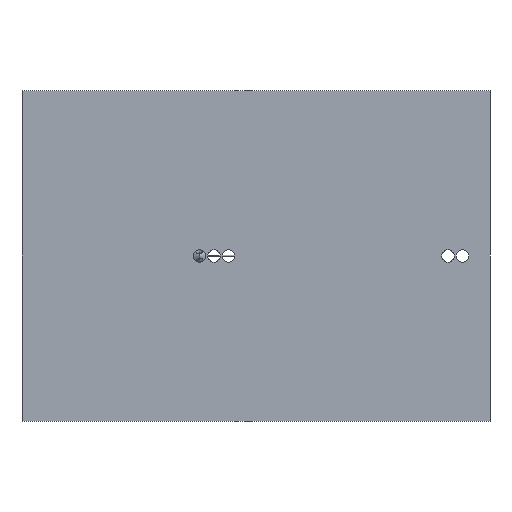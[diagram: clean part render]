
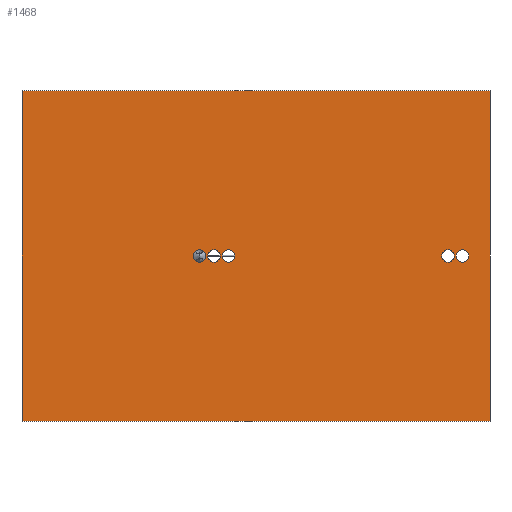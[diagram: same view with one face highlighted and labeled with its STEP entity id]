
A CAD part, front view. The second image highlights one B-rep face of the part: STEP entity #1468.
In plain terms, the highlighted planar face has unit normal (0, -1, 0).
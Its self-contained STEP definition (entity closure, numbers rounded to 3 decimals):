
#24 = CIRCLE ( 'NONE', #915, 2.25 ) ;
#65 = CARTESIAN_POINT ( 'NONE',  ( 75., -6.6, 2.25 ) ) ;
#83 = DIRECTION ( 'NONE',  ( 0., 0., 1. ) ) ;
#182 = CARTESIAN_POINT ( 'NONE',  ( 85., -6.6, -60. ) ) ;
#247 = CARTESIAN_POINT ( 'NONE',  ( 0., -6.6, 0. ) ) ;
#386 = DIRECTION ( 'NONE',  ( 0., 1., 0. ) ) ;
#405 = CARTESIAN_POINT ( 'NONE',  ( -20.5, -6.6, 0. ) ) ;
#426 = EDGE_CURVE ( 'NONE', #1250, #2258, #1089, .T. ) ;
#491 = ORIENTED_EDGE ( 'NONE', *, *, #2695, .T. ) ;
#513 = ORIENTED_EDGE ( 'NONE', *, *, #607, .T. ) ;
#522 = CARTESIAN_POINT ( 'NONE',  ( -10., -6.6, -2.25 ) ) ;
#526 = CARTESIAN_POINT ( 'NONE',  ( -10., -6.6, 0. ) ) ;
#527 = EDGE_LOOP ( 'NONE', ( #1981, #1810 ) ) ;
#544 = DIRECTION ( 'NONE',  ( 1., 0., 0. ) ) ;
#548 = CARTESIAN_POINT ( 'NONE',  ( 69.75, -6.6, 2.25 ) ) ;
#551 = ORIENTED_EDGE ( 'NONE', *, *, #3636, .T. ) ;
#568 = CIRCLE ( 'NONE', #918, 2.25 ) ;
#606 = FACE_OUTER_BOUND ( 'NONE', #1482, .T. ) ;
#607 = EDGE_CURVE ( 'NONE', #4394, #3894, #4717, .T. ) ;
#635 = FACE_BOUND ( 'NONE', #3106, .T. ) ;
#655 = AXIS2_PLACEMENT_3D ( 'NONE', #247, #1529, #1960 ) ;
#754 = CARTESIAN_POINT ( 'NONE',  ( 69.75, -6.6, 0. ) ) ;
#861 = EDGE_LOOP ( 'NONE', ( #2843, #551 ) ) ;
#915 = AXIS2_PLACEMENT_3D ( 'NONE', #1453, #3981, #3131 ) ;
#918 = AXIS2_PLACEMENT_3D ( 'NONE', #526, #2642, #4490 ) ;
#965 = EDGE_CURVE ( 'NONE', #1166, #1246, #3640, .T. ) ;
#967 = PLANE ( 'NONE',  #655 ) ;
#1021 = VECTOR ( 'NONE', #2110, 1000. ) ;
#1067 = VERTEX_POINT ( 'NONE', #5052 ) ;
#1089 = LINE ( 'NONE', #4018, #2453 ) ;
#1094 = ORIENTED_EDGE ( 'NONE', *, *, #4383, .T. ) ;
#1097 = CARTESIAN_POINT ( 'NONE',  ( -15.25, -6.6, 0. ) ) ;
#1122 = VERTEX_POINT ( 'NONE', #2668 ) ;
#1166 = VERTEX_POINT ( 'NONE', #1758 ) ;
#1189 = VERTEX_POINT ( 'NONE', #3944 ) ;
#1201 = CIRCLE ( 'NONE', #3291, 2.25 ) ;
#1246 = VERTEX_POINT ( 'NONE', #548 ) ;
#1250 = VERTEX_POINT ( 'NONE', #2699 ) ;
#1262 = DIRECTION ( 'NONE',  ( 0., 1., 0. ) ) ;
#1277 = CIRCLE ( 'NONE', #1733, 2.25 ) ;
#1416 = FACE_BOUND ( 'NONE', #4981, .T. ) ;
#1453 = CARTESIAN_POINT ( 'NONE',  ( -15.25, -6.6, 0. ) ) ;
#1468 = ADVANCED_FACE ( 'NONE', ( #606, #4849, #1416, #4062, #4515, #635 ), #967, .T. ) ;
#1482 = EDGE_LOOP ( 'NONE', ( #4324, #1718, #5116, #1094 ) ) ;
#1529 = DIRECTION ( 'NONE',  ( 0., -1., 0. ) ) ;
#1594 = EDGE_CURVE ( 'NONE', #1246, #1166, #4720, .T. ) ;
#1644 = EDGE_CURVE ( 'NONE', #2533, #1067, #24, .T. ) ;
#1676 = DIRECTION ( 'NONE',  ( 0., 0., 1. ) ) ;
#1718 = ORIENTED_EDGE ( 'NONE', *, *, #4626, .T. ) ;
#1733 = AXIS2_PLACEMENT_3D ( 'NONE', #2242, #2671, #5310 ) ;
#1758 = CARTESIAN_POINT ( 'NONE',  ( 69.75, -6.6, -2.25 ) ) ;
#1810 = ORIENTED_EDGE ( 'NONE', *, *, #2325, .T. ) ;
#1851 = DIRECTION ( 'NONE',  ( 0., 1., 0. ) ) ;
#1960 = DIRECTION ( 'NONE',  ( 0., 0., -1. ) ) ;
#1981 = ORIENTED_EDGE ( 'NONE', *, *, #2246, .T. ) ;
#2022 = DIRECTION ( 'NONE',  ( 0., 0., 1. ) ) ;
#2048 = CARTESIAN_POINT ( 'NONE',  ( -20.5, -6.6, 0. ) ) ;
#2082 = LINE ( 'NONE', #2479, #1021 ) ;
#2110 = DIRECTION ( 'NONE',  ( 0., 0., -1. ) ) ;
#2132 = VERTEX_POINT ( 'NONE', #4245 ) ;
#2179 = CARTESIAN_POINT ( 'NONE',  ( -10., -6.6, 2.25 ) ) ;
#2242 = CARTESIAN_POINT ( 'NONE',  ( -10., -6.6, 0. ) ) ;
#2246 = EDGE_CURVE ( 'NONE', #2900, #2860, #568, .T. ) ;
#2258 = VERTEX_POINT ( 'NONE', #3553 ) ;
#2308 = CARTESIAN_POINT ( 'NONE',  ( 69.75, -6.6, 0. ) ) ;
#2325 = EDGE_CURVE ( 'NONE', #2860, #2900, #1277, .T. ) ;
#2381 = DIRECTION ( 'NONE',  ( 0., 1., 0. ) ) ;
#2447 = VERTEX_POINT ( 'NONE', #3635 ) ;
#2453 = VECTOR ( 'NONE', #4076, 1000. ) ;
#2474 = CIRCLE ( 'NONE', #2932, 2.25 ) ;
#2479 = CARTESIAN_POINT ( 'NONE',  ( -85., -6.6, 0. ) ) ;
#2498 = AXIS2_PLACEMENT_3D ( 'NONE', #405, #1262, #2995 ) ;
#2533 = VERTEX_POINT ( 'NONE', #5366 ) ;
#2560 = EDGE_LOOP ( 'NONE', ( #4259, #5550 ) ) ;
#2617 = ORIENTED_EDGE ( 'NONE', *, *, #1644, .T. ) ;
#2642 = DIRECTION ( 'NONE',  ( 0., 1., 0. ) ) ;
#2664 = LINE ( 'NONE', #3088, #5283 ) ;
#2668 = CARTESIAN_POINT ( 'NONE',  ( -20.5, -6.6, 2.25 ) ) ;
#2671 = DIRECTION ( 'NONE',  ( 0., 1., 0. ) ) ;
#2695 = EDGE_CURVE ( 'NONE', #3894, #4394, #3912, .T. ) ;
#2699 = CARTESIAN_POINT ( 'NONE',  ( -85., -6.6, -60. ) ) ;
#2843 = ORIENTED_EDGE ( 'NONE', *, *, #5383, .T. ) ;
#2844 = DIRECTION ( 'NONE',  ( 0., 1., 0. ) ) ;
#2860 = VERTEX_POINT ( 'NONE', #522 ) ;
#2891 = ORIENTED_EDGE ( 'NONE', *, *, #4850, .T. ) ;
#2900 = VERTEX_POINT ( 'NONE', #2179 ) ;
#2932 = AXIS2_PLACEMENT_3D ( 'NONE', #2048, #2844, #3810 ) ;
#2995 = DIRECTION ( 'NONE',  ( 0., 0., 1. ) ) ;
#3088 = CARTESIAN_POINT ( 'NONE',  ( -85., -6.6, 60. ) ) ;
#3092 = CARTESIAN_POINT ( 'NONE',  ( 75., -6.6, -2.25 ) ) ;
#3106 = EDGE_LOOP ( 'NONE', ( #513, #491 ) ) ;
#3131 = DIRECTION ( 'NONE',  ( 0., 0., 1. ) ) ;
#3215 = DIRECTION ( 'NONE',  ( 0., 0., 1. ) ) ;
#3291 = AXIS2_PLACEMENT_3D ( 'NONE', #1097, #2381, #4564 ) ;
#3328 = DIRECTION ( 'NONE',  ( 0., 1., 0. ) ) ;
#3514 = LINE ( 'NONE', #182, #3655 ) ;
#3553 = CARTESIAN_POINT ( 'NONE',  ( 85., -6.6, -60. ) ) ;
#3635 = CARTESIAN_POINT ( 'NONE',  ( -20.5, -6.6, -2.25 ) ) ;
#3636 = EDGE_CURVE ( 'NONE', #2447, #1122, #4943, .T. ) ;
#3640 = CIRCLE ( 'NONE', #5446, 2.25 ) ;
#3655 = VECTOR ( 'NONE', #4480, 1000. ) ;
#3724 = AXIS2_PLACEMENT_3D ( 'NONE', #4127, #4097, #3215 ) ;
#3810 = DIRECTION ( 'NONE',  ( 0., 0., 1. ) ) ;
#3894 = VERTEX_POINT ( 'NONE', #3092 ) ;
#3912 = CIRCLE ( 'NONE', #5364, 2.25 ) ;
#3944 = CARTESIAN_POINT ( 'NONE',  ( -85., -6.6, 60. ) ) ;
#3981 = DIRECTION ( 'NONE',  ( 0., 1., 0. ) ) ;
#4018 = CARTESIAN_POINT ( 'NONE',  ( -85., -6.6, -60. ) ) ;
#4062 = FACE_BOUND ( 'NONE', #527, .T. ) ;
#4076 = DIRECTION ( 'NONE',  ( 1., 0., 0. ) ) ;
#4097 = DIRECTION ( 'NONE',  ( 0., 1., 0. ) ) ;
#4127 = CARTESIAN_POINT ( 'NONE',  ( 75., -6.6, 0. ) ) ;
#4216 = EDGE_CURVE ( 'NONE', #1189, #2132, #2664, .T. ) ;
#4239 = CARTESIAN_POINT ( 'NONE',  ( 75., -6.6, 0. ) ) ;
#4245 = CARTESIAN_POINT ( 'NONE',  ( 85., -6.6, 60. ) ) ;
#4259 = ORIENTED_EDGE ( 'NONE', *, *, #1594, .T. ) ;
#4324 = ORIENTED_EDGE ( 'NONE', *, *, #4216, .F. ) ;
#4383 = EDGE_CURVE ( 'NONE', #2258, #2132, #3514, .T. ) ;
#4394 = VERTEX_POINT ( 'NONE', #65 ) ;
#4452 = AXIS2_PLACEMENT_3D ( 'NONE', #2308, #1851, #83 ) ;
#4480 = DIRECTION ( 'NONE',  ( 0., 0., 1. ) ) ;
#4490 = DIRECTION ( 'NONE',  ( 0., 0., 1. ) ) ;
#4515 = FACE_BOUND ( 'NONE', #861, .T. ) ;
#4564 = DIRECTION ( 'NONE',  ( 0., 0., 1. ) ) ;
#4626 = EDGE_CURVE ( 'NONE', #1189, #1250, #2082, .T. ) ;
#4717 = CIRCLE ( 'NONE', #3724, 2.25 ) ;
#4720 = CIRCLE ( 'NONE', #4452, 2.25 ) ;
#4849 = FACE_BOUND ( 'NONE', #2560, .T. ) ;
#4850 = EDGE_CURVE ( 'NONE', #1067, #2533, #1201, .T. ) ;
#4943 = CIRCLE ( 'NONE', #2498, 2.25 ) ;
#4981 = EDGE_LOOP ( 'NONE', ( #2891, #2617 ) ) ;
#5052 = CARTESIAN_POINT ( 'NONE',  ( -15.25, -6.6, 2.25 ) ) ;
#5116 = ORIENTED_EDGE ( 'NONE', *, *, #426, .T. ) ;
#5283 = VECTOR ( 'NONE', #544, 1000. ) ;
#5310 = DIRECTION ( 'NONE',  ( 0., 0., 1. ) ) ;
#5364 = AXIS2_PLACEMENT_3D ( 'NONE', #4239, #386, #1676 ) ;
#5366 = CARTESIAN_POINT ( 'NONE',  ( -15.25, -6.6, -2.25 ) ) ;
#5383 = EDGE_CURVE ( 'NONE', #1122, #2447, #2474, .T. ) ;
#5446 = AXIS2_PLACEMENT_3D ( 'NONE', #754, #3328, #2022 ) ;
#5550 = ORIENTED_EDGE ( 'NONE', *, *, #965, .T. ) ;
